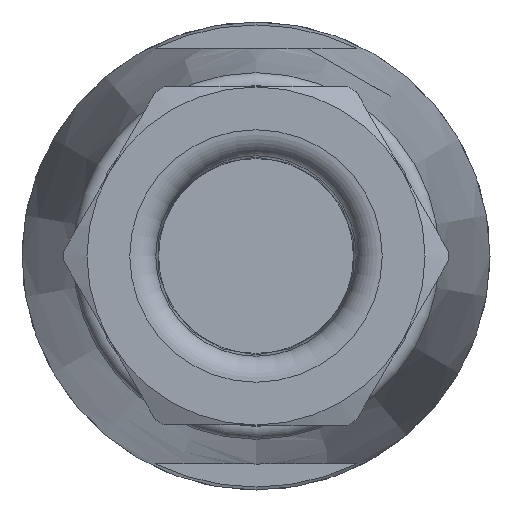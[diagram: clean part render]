
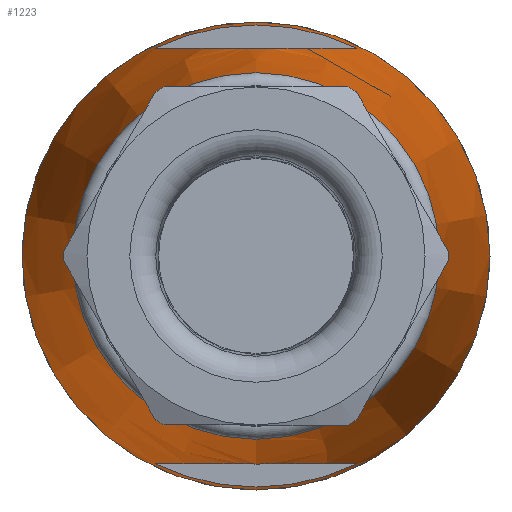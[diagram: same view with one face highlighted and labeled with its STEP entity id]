
A CAD part, left-side view. The second image highlights one B-rep face of the part: STEP entity #1223.
In plain terms, the highlighted conical face has half-angle 6.52 degrees and reference radius 9 mm.
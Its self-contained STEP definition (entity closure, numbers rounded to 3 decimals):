
#1209=CONICAL_SURFACE('',#3014,9.,6.52);
#1223=ADVANCED_FACE('',(#1470,#1471,#1472,#1473),#1209,.T.);
#1432=B_SPLINE_CURVE_WITH_KNOTS('',3,(#3979,#3980,#3981,#3982,#3983,#3984,
#3985,#3986,#3987,#3988,#3989,#3990,#3991,#3992,#3993,#3994,#3995,#3996),
 .UNSPECIFIED.,.F.,.F.,(4,2,2,2,2,2,2,2,4),(0.,0.25,0.375,0.438,0.5,0.563,
0.625,0.75,1.),.UNSPECIFIED.);
#1433=B_SPLINE_CURVE_WITH_KNOTS('',3,(#4000,#4001,#4002,#4003,#4004,#4005,
#4006,#4007,#4008,#4009,#4010,#4011,#4012,#4013,#4014,#4015,#4016,#4017),
 .UNSPECIFIED.,.F.,.F.,(4,2,2,2,2,2,2,2,4),(0.,0.25,0.375,0.438,0.5,0.563,
0.625,0.75,1.),.UNSPECIFIED.);
#1470=FACE_BOUND('',#1540,.T.);
#1471=FACE_BOUND('',#1541,.T.);
#1472=FACE_BOUND('',#1542,.T.);
#1473=FACE_BOUND('',#1543,.T.);
#1540=EDGE_LOOP('',(#1718));
#1541=EDGE_LOOP('',(#1719));
#1542=EDGE_LOOP('',(#1720,#1721));
#1543=EDGE_LOOP('',(#1722,#1723));
#1718=ORIENTED_EDGE('',*,*,#2571,.T.);
#1719=ORIENTED_EDGE('',*,*,#2572,.F.);
#1720=ORIENTED_EDGE('',*,*,#2573,.T.);
#1721=ORIENTED_EDGE('',*,*,#2574,.T.);
#1722=ORIENTED_EDGE('',*,*,#2575,.F.);
#1723=ORIENTED_EDGE('',*,*,#2576,.F.);
#2354=VERTEX_POINT('',#3976);
#2355=VERTEX_POINT('',#3978);
#2356=VERTEX_POINT('',#3997);
#2357=VERTEX_POINT('',#3998);
#2358=VERTEX_POINT('',#4018);
#2359=VERTEX_POINT('',#4019);
#2571=EDGE_CURVE('',#2354,#2354,#2887,.T.);
#2572=EDGE_CURVE('',#2355,#2355,#2888,.T.);
#2573=EDGE_CURVE('',#2356,#2357,#1432,.T.);
#2574=EDGE_CURVE('',#2357,#2356,#2889,.T.);
#2575=EDGE_CURVE('',#2358,#2359,#1433,.T.);
#2576=EDGE_CURVE('',#2359,#2358,#2890,.T.);
#2887=CIRCLE('',#3010,9.);
#2888=CIRCLE('',#3011,7.051);
#2889=CIRCLE('',#3012,8.886);
#2890=CIRCLE('',#3013,8.886);
#3010=AXIS2_PLACEMENT_3D('',#3975,#3282,#3283);
#3011=AXIS2_PLACEMENT_3D('',#3977,#3284,#3285);
#3012=AXIS2_PLACEMENT_3D('',#3999,#3286,#3287);
#3013=AXIS2_PLACEMENT_3D('',#4020,#3288,#3289);
#3014=AXIS2_PLACEMENT_3D('',#4021,#3290,#3291);
#3282=DIRECTION('',(-1.,0.,0.));
#3283=DIRECTION('',(0.,0.,-1.));
#3284=DIRECTION('',(-1.,0.,0.));
#3285=DIRECTION('',(0.,0.,-1.));
#3286=DIRECTION('',(1.,0.,0.));
#3287=DIRECTION('',(0.,-1.,0.));
#3288=DIRECTION('',(-1.,0.,0.));
#3289=DIRECTION('',(0.,1.,0.));
#3290=DIRECTION('',(1.,0.,0.));
#3291=DIRECTION('',(0.,0.,1.));
#3975=CARTESIAN_POINT('',(-0.5,0.,0.));
#3976=CARTESIAN_POINT('',(-0.5,0.,-9.));
#3977=CARTESIAN_POINT('',(-17.557,0.,0.));
#3978=CARTESIAN_POINT('',(-17.557,0.,-7.051));
#3979=CARTESIAN_POINT('',(-1.5,3.867,-8.));
#3980=CARTESIAN_POINT('',(-2.925,3.493,-8.));
#3981=CARTESIAN_POINT('',(-4.341,3.088,-8.));
#3982=CARTESIAN_POINT('',(-6.42,2.311,-8.));
#3983=CARTESIAN_POINT('',(-7.115,2.023,-8.));
#3984=CARTESIAN_POINT('',(-8.091,1.473,-8.));
#3985=CARTESIAN_POINT('',(-8.405,1.272,-8.));
#3986=CARTESIAN_POINT('',(-8.962,0.769,-8.));
#3987=CARTESIAN_POINT('',(-9.222,0.445,-8.));
#3988=CARTESIAN_POINT('',(-9.274,-0.324,-8.));
#3989=CARTESIAN_POINT('',(-9.041,-0.673,-8.));
#3990=CARTESIAN_POINT('',(-8.5,-1.203,-8.));
#3991=CARTESIAN_POINT('',(-8.18,-1.416,-8.));
#3992=CARTESIAN_POINT('',(-7.205,-1.983,-8.));
#3993=CARTESIAN_POINT('',(-6.506,-2.276,-8.));
#3994=CARTESIAN_POINT('',(-4.392,-3.074,-8.));
#3995=CARTESIAN_POINT('',(-2.95,-3.487,-8.));
#3996=CARTESIAN_POINT('',(-1.5,-3.867,-8.));
#3997=CARTESIAN_POINT('',(-1.5,3.867,-8.));
#3998=CARTESIAN_POINT('',(-1.5,-3.867,-8.));
#3999=CARTESIAN_POINT('',(-1.5,0.,0.));
#4000=CARTESIAN_POINT('',(-1.5,3.867,8.));
#4001=CARTESIAN_POINT('',(-2.925,3.493,8.));
#4002=CARTESIAN_POINT('',(-4.341,3.088,8.));
#4003=CARTESIAN_POINT('',(-6.42,2.311,8.));
#4004=CARTESIAN_POINT('',(-7.115,2.023,8.));
#4005=CARTESIAN_POINT('',(-8.091,1.473,8.));
#4006=CARTESIAN_POINT('',(-8.405,1.272,8.));
#4007=CARTESIAN_POINT('',(-8.962,0.769,8.));
#4008=CARTESIAN_POINT('',(-9.222,0.445,8.));
#4009=CARTESIAN_POINT('',(-9.274,-0.324,8.));
#4010=CARTESIAN_POINT('',(-9.041,-0.673,8.));
#4011=CARTESIAN_POINT('',(-8.5,-1.203,8.));
#4012=CARTESIAN_POINT('',(-8.18,-1.416,8.));
#4013=CARTESIAN_POINT('',(-7.205,-1.983,8.));
#4014=CARTESIAN_POINT('',(-6.506,-2.276,8.));
#4015=CARTESIAN_POINT('',(-4.392,-3.074,8.));
#4016=CARTESIAN_POINT('',(-2.95,-3.487,8.));
#4017=CARTESIAN_POINT('',(-1.5,-3.867,8.));
#4018=CARTESIAN_POINT('',(-1.5,3.867,8.));
#4019=CARTESIAN_POINT('',(-1.5,-3.867,8.));
#4020=CARTESIAN_POINT('',(-1.5,0.,0.));
#4021=CARTESIAN_POINT('',(-0.5,0.,0.));
